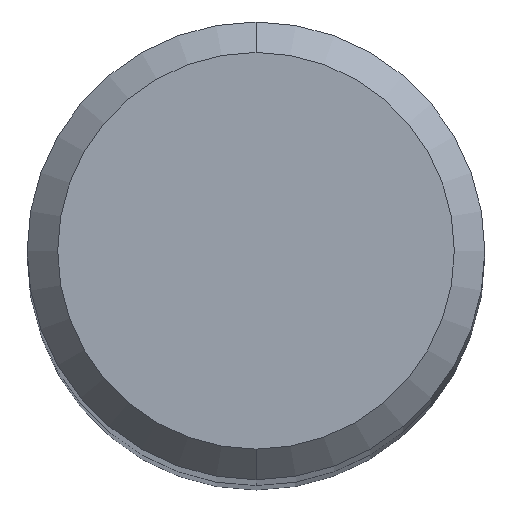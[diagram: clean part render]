
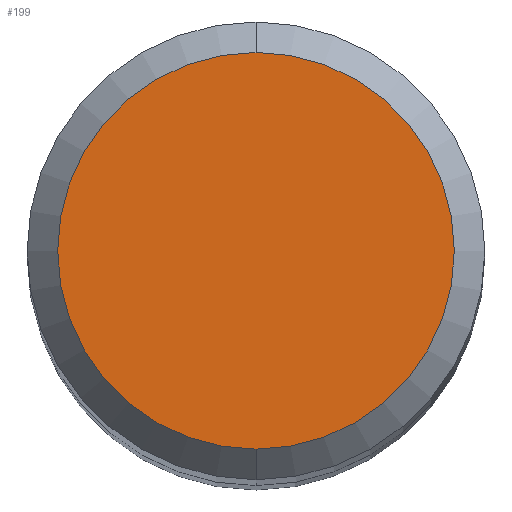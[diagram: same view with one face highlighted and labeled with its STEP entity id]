
A CAD part, top view. The second image highlights one B-rep face of the part: STEP entity #199.
In plain terms, the highlighted planar face has unit normal (0, 0, 1).
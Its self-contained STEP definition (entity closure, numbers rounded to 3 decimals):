
#179=VERTEX_POINT('',#486);
#199=ADVANCED_FACE('',(#510),#511,.T.);
#297=EDGE_CURVE('',#179,#357,#617,.T.);
#357=VERTEX_POINT('',#683);
#383=EDGE_CURVE('',#357,#179,#711,.T.);
#486=CARTESIAN_POINT('',(0.,-2.6,0.0));
#510=FACE_OUTER_BOUND('',#870,.T.);
#511=PLANE('',#871);
#617=CIRCLE('',#1081,2.6);
#683=CARTESIAN_POINT('',(0.0,2.6,0.0));
#711=CIRCLE('',#1225,2.6);
#870=EDGE_LOOP('',(#1491,#1492));
#871=AXIS2_PLACEMENT_3D('',#1493,#1494,#1495);
#1081=AXIS2_PLACEMENT_3D('',#1597,#1598,#1599);
#1225=AXIS2_PLACEMENT_3D('',#1699,#1700,#1701);
#1491=ORIENTED_EDGE('',*,*,#383,.F.);
#1492=ORIENTED_EDGE('',*,*,#297,.F.);
#1493=CARTESIAN_POINT('',(0.0,1.3,0.0));
#1494=DIRECTION('',(-0.0,0.0,1.0));
#1495=DIRECTION('',(0.0,-1.0,0.0));
#1597=CARTESIAN_POINT('',(0.0,0.0,0.0));
#1598=DIRECTION('',(0.0,0.0,-1.0));
#1599=DIRECTION('',(0.0,1.0,0.0));
#1699=CARTESIAN_POINT('',(0.0,0.0,0.0));
#1700=DIRECTION('',(0.0,0.0,-1.0));
#1701=DIRECTION('',(0.0,1.0,0.0));
